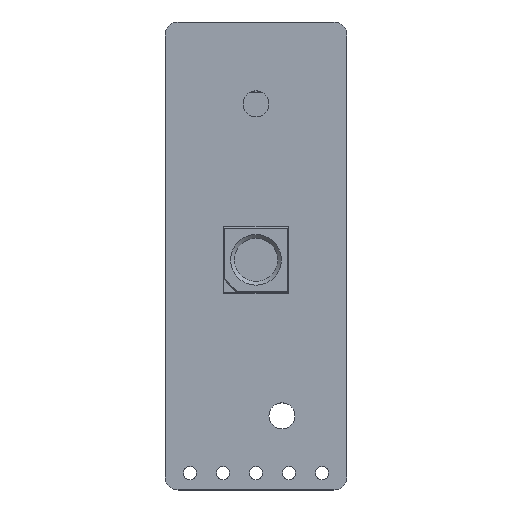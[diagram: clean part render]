
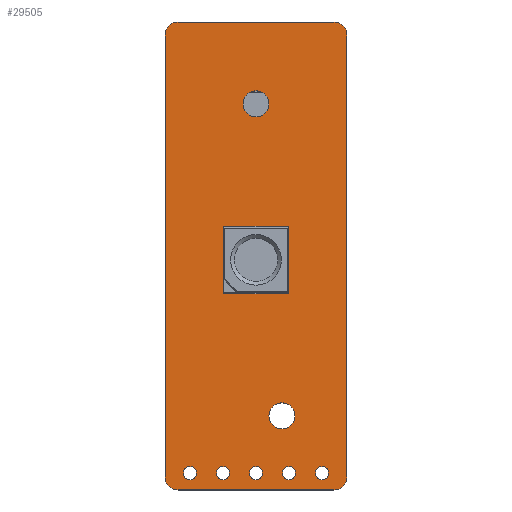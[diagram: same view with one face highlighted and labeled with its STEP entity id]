
A CAD part, top view. The second image highlights one B-rep face of the part: STEP entity #29505.
In plain terms, the highlighted planar face has unit normal (0, 0, 1).
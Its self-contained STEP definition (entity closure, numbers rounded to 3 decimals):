
#29213 = VERTEX_POINT('',#29214);
#29214 = CARTESIAN_POINT('',(6.098,-0.002,1.2));
#29220 = EDGE_CURVE('',#29213,#29221,#29223,.T.);
#29221 = VERTEX_POINT('',#29222);
#29222 = CARTESIAN_POINT('',(7.,-1.,1.2));
#29223 = CIRCLE('',#29224,0.998);
#29224 = AXIS2_PLACEMENT_3D('',#29225,#29226,#29227);
#29225 = CARTESIAN_POINT('',(6.002,-0.996,1.2));
#29226 = DIRECTION('',(0.,0.,-1.));
#29227 = DIRECTION('',(0.096,0.995,0.));
#29255 = VERTEX_POINT('',#29256);
#29256 = CARTESIAN_POINT('',(6.,0.,1.2));
#29262 = EDGE_CURVE('',#29255,#29213,#29263,.T.);
#29263 = LINE('',#29264,#29265);
#29264 = CARTESIAN_POINT('',(6.,0.,1.2));
#29265 = VECTOR('',#29266,1.);
#29266 = DIRECTION('',(1.,-0.024,0.));
#29284 = EDGE_CURVE('',#29221,#29285,#29287,.T.);
#29285 = VERTEX_POINT('',#29286);
#29286 = CARTESIAN_POINT('',(7.,-35.,1.2));
#29287 = LINE('',#29288,#29289);
#29288 = CARTESIAN_POINT('',(7.,-1.,1.2));
#29289 = VECTOR('',#29290,1.);
#29290 = DIRECTION('',(0.,-1.,0.));
#29505 = ADVANCED_FACE('',(#29506,#29584,#29595,#29606,#29617,#29628,
    #29639,#29650,#29684),#29695,.T.);
#29506 = FACE_BOUND('',#29507,.T.);
#29507 = EDGE_LOOP('',(#29508,#29509,#29510,#29518,#29527,#29535,#29543,
    #29552,#29560,#29568,#29577,#29583));
#29508 = ORIENTED_EDGE('',*,*,#29220,.F.);
#29509 = ORIENTED_EDGE('',*,*,#29262,.F.);
#29510 = ORIENTED_EDGE('',*,*,#29511,.F.);
#29511 = EDGE_CURVE('',#29512,#29255,#29514,.T.);
#29512 = VERTEX_POINT('',#29513);
#29513 = CARTESIAN_POINT('',(-6.,0.,1.2));
#29514 = LINE('',#29515,#29516);
#29515 = CARTESIAN_POINT('',(-6.,0.,1.2));
#29516 = VECTOR('',#29517,1.);
#29517 = DIRECTION('',(1.,0.,0.));
#29518 = ORIENTED_EDGE('',*,*,#29519,.F.);
#29519 = EDGE_CURVE('',#29520,#29512,#29522,.T.);
#29520 = VERTEX_POINT('',#29521);
#29521 = CARTESIAN_POINT('',(-6.998,-0.902,1.2));
#29522 = CIRCLE('',#29523,0.998);
#29523 = AXIS2_PLACEMENT_3D('',#29524,#29525,#29526);
#29524 = CARTESIAN_POINT('',(-6.004,-0.998,1.2));
#29525 = DIRECTION('',(0.,0.,-1.));
#29526 = DIRECTION('',(-0.995,0.096,0.));
#29527 = ORIENTED_EDGE('',*,*,#29528,.F.);
#29528 = EDGE_CURVE('',#29529,#29520,#29531,.T.);
#29529 = VERTEX_POINT('',#29530);
#29530 = CARTESIAN_POINT('',(-7.,-1.,1.2));
#29531 = LINE('',#29532,#29533);
#29532 = CARTESIAN_POINT('',(-7.,-1.,1.2));
#29533 = VECTOR('',#29534,1.);
#29534 = DIRECTION('',(0.024,1.,0.));
#29535 = ORIENTED_EDGE('',*,*,#29536,.F.);
#29536 = EDGE_CURVE('',#29537,#29529,#29539,.T.);
#29537 = VERTEX_POINT('',#29538);
#29538 = CARTESIAN_POINT('',(-7.,-35.,1.2));
#29539 = LINE('',#29540,#29541);
#29540 = CARTESIAN_POINT('',(-7.,-35.,1.2));
#29541 = VECTOR('',#29542,1.);
#29542 = DIRECTION('',(0.,1.,0.));
#29543 = ORIENTED_EDGE('',*,*,#29544,.F.);
#29544 = EDGE_CURVE('',#29545,#29537,#29547,.T.);
#29545 = VERTEX_POINT('',#29546);
#29546 = CARTESIAN_POINT('',(-6.098,-35.998,1.2));
#29547 = CIRCLE('',#29548,0.998);
#29548 = AXIS2_PLACEMENT_3D('',#29549,#29550,#29551);
#29549 = CARTESIAN_POINT('',(-6.002,-35.004,1.2));
#29550 = DIRECTION('',(0.,0.,-1.));
#29551 = DIRECTION('',(-0.096,-0.995,-0.));
#29552 = ORIENTED_EDGE('',*,*,#29553,.F.);
#29553 = EDGE_CURVE('',#29554,#29545,#29556,.T.);
#29554 = VERTEX_POINT('',#29555);
#29555 = CARTESIAN_POINT('',(-6.,-36.,1.2));
#29556 = LINE('',#29557,#29558);
#29557 = CARTESIAN_POINT('',(-6.,-36.,1.2));
#29558 = VECTOR('',#29559,1.);
#29559 = DIRECTION('',(-1.,0.024,0.));
#29560 = ORIENTED_EDGE('',*,*,#29561,.F.);
#29561 = EDGE_CURVE('',#29562,#29554,#29564,.T.);
#29562 = VERTEX_POINT('',#29563);
#29563 = CARTESIAN_POINT('',(6.,-36.,1.2));
#29564 = LINE('',#29565,#29566);
#29565 = CARTESIAN_POINT('',(6.,-36.,1.2));
#29566 = VECTOR('',#29567,1.);
#29567 = DIRECTION('',(-1.,0.,0.));
#29568 = ORIENTED_EDGE('',*,*,#29569,.F.);
#29569 = EDGE_CURVE('',#29570,#29562,#29572,.T.);
#29570 = VERTEX_POINT('',#29571);
#29571 = CARTESIAN_POINT('',(6.998,-35.098,1.2));
#29572 = CIRCLE('',#29573,0.998);
#29573 = AXIS2_PLACEMENT_3D('',#29574,#29575,#29576);
#29574 = CARTESIAN_POINT('',(6.004,-35.002,1.2));
#29575 = DIRECTION('',(0.,0.,-1.));
#29576 = DIRECTION('',(0.995,-0.096,0.));
#29577 = ORIENTED_EDGE('',*,*,#29578,.F.);
#29578 = EDGE_CURVE('',#29285,#29570,#29579,.T.);
#29579 = LINE('',#29580,#29581);
#29580 = CARTESIAN_POINT('',(7.,-35.,1.2));
#29581 = VECTOR('',#29582,1.);
#29582 = DIRECTION('',(-0.024,-1.,0.));
#29583 = ORIENTED_EDGE('',*,*,#29284,.F.);
#29584 = FACE_BOUND('',#29585,.T.);
#29585 = EDGE_LOOP('',(#29586));
#29586 = ORIENTED_EDGE('',*,*,#29587,.T.);
#29587 = EDGE_CURVE('',#29588,#29588,#29590,.T.);
#29588 = VERTEX_POINT('',#29589);
#29589 = CARTESIAN_POINT('',(-5.08,-35.2,1.2));
#29590 = CIRCLE('',#29591,0.5);
#29591 = AXIS2_PLACEMENT_3D('',#29592,#29593,#29594);
#29592 = CARTESIAN_POINT('',(-5.08,-34.7,1.2));
#29593 = DIRECTION('',(-0.,0.,-1.));
#29594 = DIRECTION('',(-0.,-1.,0.));
#29595 = FACE_BOUND('',#29596,.T.);
#29596 = EDGE_LOOP('',(#29597));
#29597 = ORIENTED_EDGE('',*,*,#29598,.T.);
#29598 = EDGE_CURVE('',#29599,#29599,#29601,.T.);
#29599 = VERTEX_POINT('',#29600);
#29600 = CARTESIAN_POINT('',(-2.54,-35.2,1.2));
#29601 = CIRCLE('',#29602,0.5);
#29602 = AXIS2_PLACEMENT_3D('',#29603,#29604,#29605);
#29603 = CARTESIAN_POINT('',(-2.54,-34.7,1.2));
#29604 = DIRECTION('',(-0.,0.,-1.));
#29605 = DIRECTION('',(-0.,-1.,0.));
#29606 = FACE_BOUND('',#29607,.T.);
#29607 = EDGE_LOOP('',(#29608));
#29608 = ORIENTED_EDGE('',*,*,#29609,.T.);
#29609 = EDGE_CURVE('',#29610,#29610,#29612,.T.);
#29610 = VERTEX_POINT('',#29611);
#29611 = CARTESIAN_POINT('',(0.,-35.2,1.2));
#29612 = CIRCLE('',#29613,0.5);
#29613 = AXIS2_PLACEMENT_3D('',#29614,#29615,#29616);
#29614 = CARTESIAN_POINT('',(0.,-34.7,1.2));
#29615 = DIRECTION('',(-0.,0.,-1.));
#29616 = DIRECTION('',(0.,-1.,-0.));
#29617 = FACE_BOUND('',#29618,.T.);
#29618 = EDGE_LOOP('',(#29619));
#29619 = ORIENTED_EDGE('',*,*,#29620,.T.);
#29620 = EDGE_CURVE('',#29621,#29621,#29623,.T.);
#29621 = VERTEX_POINT('',#29622);
#29622 = CARTESIAN_POINT('',(2.54,-35.2,1.2));
#29623 = CIRCLE('',#29624,0.5);
#29624 = AXIS2_PLACEMENT_3D('',#29625,#29626,#29627);
#29625 = CARTESIAN_POINT('',(2.54,-34.7,1.2));
#29626 = DIRECTION('',(-0.,0.,-1.));
#29627 = DIRECTION('',(-0.,-1.,0.));
#29628 = FACE_BOUND('',#29629,.T.);
#29629 = EDGE_LOOP('',(#29630));
#29630 = ORIENTED_EDGE('',*,*,#29631,.F.);
#29631 = EDGE_CURVE('',#29632,#29632,#29634,.T.);
#29632 = VERTEX_POINT('',#29633);
#29633 = CARTESIAN_POINT('',(3.,-30.3,1.2));
#29634 = CIRCLE('',#29635,1.);
#29635 = AXIS2_PLACEMENT_3D('',#29636,#29637,#29638);
#29636 = CARTESIAN_POINT('',(2.,-30.3,1.2));
#29637 = DIRECTION('',(0.,0.,1.));
#29638 = DIRECTION('',(1.,0.,-0.));
#29639 = FACE_BOUND('',#29640,.T.);
#29640 = EDGE_LOOP('',(#29641));
#29641 = ORIENTED_EDGE('',*,*,#29642,.T.);
#29642 = EDGE_CURVE('',#29643,#29643,#29645,.T.);
#29643 = VERTEX_POINT('',#29644);
#29644 = CARTESIAN_POINT('',(5.08,-35.2,1.2));
#29645 = CIRCLE('',#29646,0.5);
#29646 = AXIS2_PLACEMENT_3D('',#29647,#29648,#29649);
#29647 = CARTESIAN_POINT('',(5.08,-34.7,1.2));
#29648 = DIRECTION('',(-0.,0.,-1.));
#29649 = DIRECTION('',(-0.,-1.,0.));
#29650 = FACE_BOUND('',#29651,.T.);
#29651 = EDGE_LOOP('',(#29652,#29662,#29670,#29678));
#29652 = ORIENTED_EDGE('',*,*,#29653,.F.);
#29653 = EDGE_CURVE('',#29654,#29656,#29658,.T.);
#29654 = VERTEX_POINT('',#29655);
#29655 = CARTESIAN_POINT('',(-2.5,-20.9,1.2));
#29656 = VERTEX_POINT('',#29657);
#29657 = CARTESIAN_POINT('',(2.5,-20.9,1.2));
#29658 = LINE('',#29659,#29660);
#29659 = CARTESIAN_POINT('',(-2.5,-20.9,1.2));
#29660 = VECTOR('',#29661,1.);
#29661 = DIRECTION('',(1.,0.,0.));
#29662 = ORIENTED_EDGE('',*,*,#29663,.F.);
#29663 = EDGE_CURVE('',#29664,#29654,#29666,.T.);
#29664 = VERTEX_POINT('',#29665);
#29665 = CARTESIAN_POINT('',(-2.5,-15.7,1.2));
#29666 = LINE('',#29667,#29668);
#29667 = CARTESIAN_POINT('',(-2.5,-15.7,1.2));
#29668 = VECTOR('',#29669,1.);
#29669 = DIRECTION('',(0.,-1.,0.));
#29670 = ORIENTED_EDGE('',*,*,#29671,.F.);
#29671 = EDGE_CURVE('',#29672,#29664,#29674,.T.);
#29672 = VERTEX_POINT('',#29673);
#29673 = CARTESIAN_POINT('',(2.5,-15.7,1.2));
#29674 = LINE('',#29675,#29676);
#29675 = CARTESIAN_POINT('',(2.5,-15.7,1.2));
#29676 = VECTOR('',#29677,1.);
#29677 = DIRECTION('',(-1.,0.,0.));
#29678 = ORIENTED_EDGE('',*,*,#29679,.F.);
#29679 = EDGE_CURVE('',#29656,#29672,#29680,.T.);
#29680 = LINE('',#29681,#29682);
#29681 = CARTESIAN_POINT('',(2.5,-20.9,1.2));
#29682 = VECTOR('',#29683,1.);
#29683 = DIRECTION('',(0.,1.,0.));
#29684 = FACE_BOUND('',#29685,.T.);
#29685 = EDGE_LOOP('',(#29686));
#29686 = ORIENTED_EDGE('',*,*,#29687,.F.);
#29687 = EDGE_CURVE('',#29688,#29688,#29690,.T.);
#29688 = VERTEX_POINT('',#29689);
#29689 = CARTESIAN_POINT('',(1.,-6.3,1.2));
#29690 = CIRCLE('',#29691,1.);
#29691 = AXIS2_PLACEMENT_3D('',#29692,#29693,#29694);
#29692 = CARTESIAN_POINT('',(0.,-6.3,1.2));
#29693 = DIRECTION('',(0.,0.,1.));
#29694 = DIRECTION('',(1.,0.,-0.));
#29695 = PLANE('',#29696);
#29696 = AXIS2_PLACEMENT_3D('',#29697,#29698,#29699);
#29697 = CARTESIAN_POINT('',(0.,0.,1.2));
#29698 = DIRECTION('',(0.,0.,1.));
#29699 = DIRECTION('',(1.,0.,-0.));
